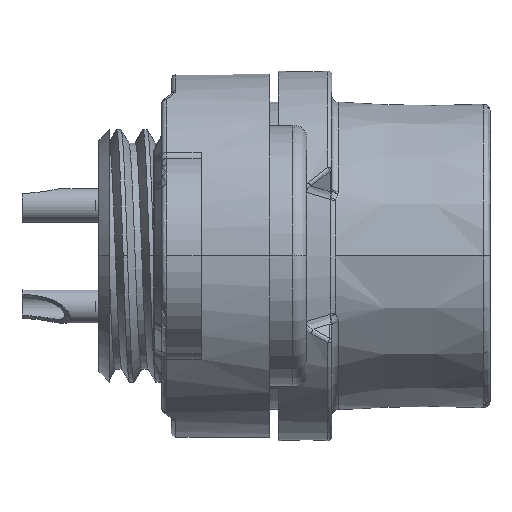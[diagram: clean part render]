
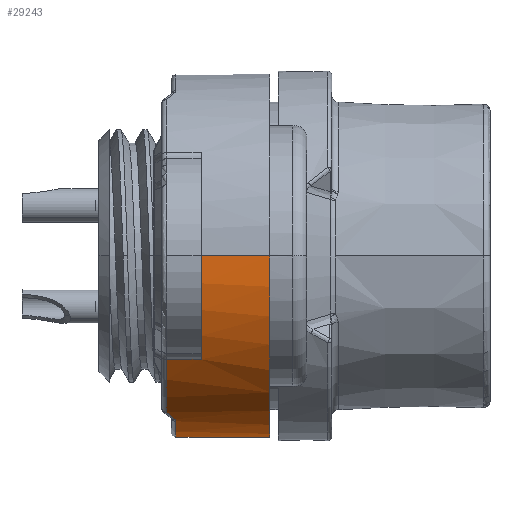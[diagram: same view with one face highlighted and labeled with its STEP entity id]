
A CAD part, front view. The second image highlights one B-rep face of the part: STEP entity #29243.
In plain terms, the highlighted cylindrical face has radius 8.625 mm (diameter 17.25 mm), a partial arc.
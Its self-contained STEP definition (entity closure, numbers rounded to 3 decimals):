
#265 = CARTESIAN_POINT ( 'NONE',  ( 7.744, 2.309, -43.831 ) ) ;
#341 = DIRECTION ( 'NONE',  ( 0., -1., 0. ) ) ;
#711 = VERTEX_POINT ( 'NONE', #28521 ) ;
#909 = DIRECTION ( 'NONE',  ( 0., -1., 0. ) ) ;
#2819 = ORIENTED_EDGE ( 'NONE', *, *, #9839, .T. ) ;
#3286 = EDGE_LOOP ( 'NONE', ( #2819, #20277, #21061, #24059, #5436, #29581, #21632, #23040, #12153, #24237, #18292, #29957, #24770, #4834 ) ) ;
#3617 = CARTESIAN_POINT ( 'NONE',  ( 7.532, 2.57, -35.824 ) ) ;
#4239 = CARTESIAN_POINT ( 'NONE',  ( 0., 2.699, -40.033 ) ) ;
#4834 = ORIENTED_EDGE ( 'NONE', *, *, #28723, .T. ) ;
#4915 = VERTEX_POINT ( 'NONE', #13467 ) ;
#5323 = VERTEX_POINT ( 'NONE', #33949 ) ;
#5436 = ORIENTED_EDGE ( 'NONE', *, *, #13209, .T. ) ;
#5665 = CARTESIAN_POINT ( 'NONE',  ( 0., 2.924, -40.033 ) ) ;
#6344 = DIRECTION ( 'NONE',  ( 0., 1., 0. ) ) ;
#6452 = CARTESIAN_POINT ( 'NONE',  ( 4.906, 2.924, -47.127 ) ) ;
#6816 = CARTESIAN_POINT ( 'NONE',  ( 7.843, 2.249, -36.444 ) ) ;
#6893 = DIRECTION ( 'NONE',  ( 0., 0., 1. ) ) ;
#6945 = CARTESIAN_POINT ( 'NONE',  ( 7.843, 2.249, -43.622 ) ) ;
#7372 = DIRECTION ( 'NONE',  ( 0., -1., 0. ) ) ;
#7437 = AXIS2_PLACEMENT_3D ( 'NONE', #4239, #22851, #6893 ) ;
#8198 = B_SPLINE_CURVE_WITH_KNOTS ( 'NONE', 3,
 ( #19050, #21733, #11130, #29768 ),
 .UNSPECIFIED., .F., .F.,
 ( 4, 4 ),
 ( 0., 0. ),
 .UNSPECIFIED. ) ;
#8284 = CARTESIAN_POINT ( 'NONE',  ( 0., 2.924, -48.658 ) ) ;
#8311 =( BOUNDED_CURVE ( )  B_SPLINE_CURVE ( 3, ( #11402, #32881, #3617, #22234 ),
 .UNSPECIFIED., .F., .T. ) 
 B_SPLINE_CURVE_WITH_KNOTS ( ( 4, 4 ),
 ( 1.59, 1.671 ),
 .UNSPECIFIED. ) 
 CURVE ( )  GEOMETRIC_REPRESENTATION_ITEM ( )  RATIONAL_B_SPLINE_CURVE ( ( 1., 0.999, 0.999, 1. ) ) 
 REPRESENTATION_ITEM ( '' )  );
#8803 = EDGE_CURVE ( 'NONE', #11579, #4915, #18003, .T. ) ;
#8821 = CARTESIAN_POINT ( 'NONE',  ( 0., 2.924, -31.408 ) ) ;
#9067 =( BOUNDED_CURVE ( )  B_SPLINE_CURVE ( 3, ( #13388, #26774, #16186, #265 ),
 .UNSPECIFIED., .F., .T. ) 
 B_SPLINE_CURVE_WITH_KNOTS ( ( 4, 4 ),
 ( 4.612, 4.693 ),
 .UNSPECIFIED. ) 
 CURVE ( )  GEOMETRIC_REPRESENTATION_ITEM ( )  RATIONAL_B_SPLINE_CURVE ( ( 1., 0.999, 0.999, 1. ) ) 
 REPRESENTATION_ITEM ( '' )  );
#9839 = EDGE_CURVE ( 'NONE', #14454, #11579, #18823, .T. ) ;
#9895 = CIRCLE ( 'NONE', #29974, 8.625 ) ;
#10939 = VERTEX_POINT ( 'NONE', #28861 ) ;
#11130 = CARTESIAN_POINT ( 'NONE',  ( 7.775, 2.27, -36.299 ) ) ;
#11402 = CARTESIAN_POINT ( 'NONE',  ( 7.744, 2.309, -36.236 ) ) ;
#11579 = VERTEX_POINT ( 'NONE', #15889 ) ;
#11700 = CARTESIAN_POINT ( 'NONE',  ( 7.843, 2.249, -43.622 ) ) ;
#11758 = VECTOR ( 'NONE', #909, 1000. ) ;
#12153 = ORIENTED_EDGE ( 'NONE', *, *, #22348, .T. ) ;
#12823 = CARTESIAN_POINT ( 'NONE',  ( 0., 1.049, -40.033 ) ) ;
#12828 = VERTEX_POINT ( 'NONE', #14384 ) ;
#12848 = CARTESIAN_POINT ( 'NONE',  ( 0., 2.249, -40.033 ) ) ;
#12861 = DIRECTION ( 'NONE',  ( 0., 1., 0. ) ) ;
#13187 = CIRCLE ( 'NONE', #19379, 8.625 ) ;
#13209 = EDGE_CURVE ( 'NONE', #12828, #27829, #22721, .T. ) ;
#13388 = CARTESIAN_POINT ( 'NONE',  ( 7.413, 2.699, -44.442 ) ) ;
#13467 = CARTESIAN_POINT ( 'NONE',  ( 0., -0.701, -31.408 ) ) ;
#13691 = DIRECTION ( 'NONE',  ( 0., 0., -1. ) ) ;
#13919 = FACE_OUTER_BOUND ( 'NONE', #3286, .T. ) ;
#14147 = CARTESIAN_POINT ( 'NONE',  ( 0., -0.701, -40.033 ) ) ;
#14384 = CARTESIAN_POINT ( 'NONE',  ( 3.537, -2.201, -32.167 ) ) ;
#14454 = VERTEX_POINT ( 'NONE', #20839 ) ;
#14615 = AXIS2_PLACEMENT_3D ( 'NONE', #5665, #341, #13691 ) ;
#14794 = CIRCLE ( 'NONE', #22720, 8.625 ) ;
#15080 = CARTESIAN_POINT ( 'NONE',  ( 0., 2.699, -40.033 ) ) ;
#15477 = DIRECTION ( 'NONE',  ( 0., 0., -1. ) ) ;
#15501 = DIRECTION ( 'NONE',  ( 0., 0., 1. ) ) ;
#15640 = VECTOR ( 'NONE', #7372, 1000. ) ;
#15889 = CARTESIAN_POINT ( 'NONE',  ( 0., 2.699, -31.408 ) ) ;
#16063 = EDGE_CURVE ( 'NONE', #33284, #23987, #30227, .T. ) ;
#16186 = CARTESIAN_POINT ( 'NONE',  ( 7.642, 2.44, -44.039 ) ) ;
#16816 = DIRECTION ( 'NONE',  ( 0., 0., 1. ) ) ;
#17677 = EDGE_CURVE ( 'NONE', #10939, #27829, #29605, .T. ) ;
#17785 = DIRECTION ( 'NONE',  ( 0., 0., 1. ) ) ;
#18003 = LINE ( 'NONE', #8821, #11758 ) ;
#18292 = ORIENTED_EDGE ( 'NONE', *, *, #28917, .T. ) ;
#18823 = CIRCLE ( 'NONE', #7437, 8.625 ) ;
#18975 = DIRECTION ( 'NONE',  ( 0., -1., 0. ) ) ;
#19050 = CARTESIAN_POINT ( 'NONE',  ( 7.843, 2.249, -36.444 ) ) ;
#19379 = AXIS2_PLACEMENT_3D ( 'NONE', #14147, #32830, #16816 ) ;
#20229 = CARTESIAN_POINT ( 'NONE',  ( 7.744, 2.309, -43.831 ) ) ;
#20277 = ORIENTED_EDGE ( 'NONE', *, *, #8803, .T. ) ;
#20702 = VERTEX_POINT ( 'NONE', #34007 ) ;
#20839 = CARTESIAN_POINT ( 'NONE',  ( 7.413, 2.699, -35.625 ) ) ;
#20884 = CARTESIAN_POINT ( 'NONE',  ( 7.744, 2.309, -43.831 ) ) ;
#20991 = CARTESIAN_POINT ( 'NONE',  ( 4.906, 2.699, -47.127 ) ) ;
#21061 = ORIENTED_EDGE ( 'NONE', *, *, #32490, .F. ) ;
#21632 = ORIENTED_EDGE ( 'NONE', *, *, #22191, .F. ) ;
#21733 = CARTESIAN_POINT ( 'NONE',  ( 7.809, 2.249, -36.371 ) ) ;
#22191 = EDGE_CURVE ( 'NONE', #33284, #10939, #34536, .T. ) ;
#22234 = CARTESIAN_POINT ( 'NONE',  ( 7.413, 2.699, -35.625 ) ) ;
#22348 = EDGE_CURVE ( 'NONE', #23987, #711, #9895, .T. ) ;
#22382 = AXIS2_PLACEMENT_3D ( 'NONE', #28819, #12861, #31530 ) ;
#22498 = VECTOR ( 'NONE', #18975, 1000. ) ;
#22720 = AXIS2_PLACEMENT_3D ( 'NONE', #12848, #31518, #15501 ) ;
#22721 = CIRCLE ( 'NONE', #22382, 8.625 ) ;
#22729 = LINE ( 'NONE', #23321, #15640 ) ;
#22851 = DIRECTION ( 'NONE',  ( 0., -1., 0. ) ) ;
#22898 = CARTESIAN_POINT ( 'NONE',  ( 7.809, 2.249, -43.696 ) ) ;
#23040 = ORIENTED_EDGE ( 'NONE', *, *, #16063, .T. ) ;
#23321 = CARTESIAN_POINT ( 'NONE',  ( 3.537, 2.924, -32.167 ) ) ;
#23584 = VERTEX_POINT ( 'NONE', #11700 ) ;
#23987 = VERTEX_POINT ( 'NONE', #20991 ) ;
#24059 = ORIENTED_EDGE ( 'NONE', *, *, #33366, .T. ) ;
#24237 = ORIENTED_EDGE ( 'NONE', *, *, #30434, .T. ) ;
#24588 = AXIS2_PLACEMENT_3D ( 'NONE', #12823, #31492, #15477 ) ;
#24770 = ORIENTED_EDGE ( 'NONE', *, *, #34350, .T. ) ;
#26212 = CARTESIAN_POINT ( 'NONE',  ( 0., -2.201, -48.658 ) ) ;
#26774 = CARTESIAN_POINT ( 'NONE',  ( 7.532, 2.57, -44.243 ) ) ;
#26945 = VERTEX_POINT ( 'NONE', #6816 ) ;
#27829 = VERTEX_POINT ( 'NONE', #26212 ) ;
#28521 = CARTESIAN_POINT ( 'NONE',  ( 7.413, 2.699, -44.442 ) ) ;
#28723 = EDGE_CURVE ( 'NONE', #20702, #14454, #8311, .T. ) ;
#28819 = CARTESIAN_POINT ( 'NONE',  ( 0., -2.201, -40.033 ) ) ;
#28861 = CARTESIAN_POINT ( 'NONE',  ( 0., 1.049, -48.658 ) ) ;
#28917 = EDGE_CURVE ( 'NONE', #29877, #23584, #30954, .T. ) ;
#29243 = ADVANCED_FACE ( 'NONE', ( #13919 ), #34359, .T. ) ;
#29378 = VECTOR ( 'NONE', #6344, 1000. ) ;
#29581 = ORIENTED_EDGE ( 'NONE', *, *, #17677, .F. ) ;
#29605 = LINE ( 'NONE', #8284, #22498 ) ;
#29768 = CARTESIAN_POINT ( 'NONE',  ( 7.744, 2.309, -36.236 ) ) ;
#29877 = VERTEX_POINT ( 'NONE', #20884 ) ;
#29957 = ORIENTED_EDGE ( 'NONE', *, *, #33426, .T. ) ;
#29974 = AXIS2_PLACEMENT_3D ( 'NONE', #15080, #33773, #17785 ) ;
#30227 = LINE ( 'NONE', #6452, #29378 ) ;
#30434 = EDGE_CURVE ( 'NONE', #711, #29877, #9067, .T. ) ;
#30954 = B_SPLINE_CURVE_WITH_KNOTS ( 'NONE', 3,
 ( #20229, #33516, #22898, #6945 ),
 .UNSPECIFIED., .F., .F.,
 ( 4, 4 ),
 ( 0., 0. ),
 .UNSPECIFIED. ) ;
#31492 = DIRECTION ( 'NONE',  ( 0., 1., 0. ) ) ;
#31518 = DIRECTION ( 'NONE',  ( 0., -1., 0. ) ) ;
#31530 = DIRECTION ( 'NONE',  ( 0., 0., 1. ) ) ;
#32490 = EDGE_CURVE ( 'NONE', #5323, #4915, #13187, .T. ) ;
#32830 = DIRECTION ( 'NONE',  ( 0., -1., 0. ) ) ;
#32881 = CARTESIAN_POINT ( 'NONE',  ( 7.642, 2.44, -36.028 ) ) ;
#33284 = VERTEX_POINT ( 'NONE', #33604 ) ;
#33366 = EDGE_CURVE ( 'NONE', #5323, #12828, #22729, .T. ) ;
#33426 = EDGE_CURVE ( 'NONE', #23584, #26945, #14794, .T. ) ;
#33516 = CARTESIAN_POINT ( 'NONE',  ( 7.775, 2.27, -43.768 ) ) ;
#33604 = CARTESIAN_POINT ( 'NONE',  ( 4.906, 1.049, -47.127 ) ) ;
#33773 = DIRECTION ( 'NONE',  ( 0., -1., 0. ) ) ;
#33949 = CARTESIAN_POINT ( 'NONE',  ( 3.537, -0.701, -32.167 ) ) ;
#34007 = CARTESIAN_POINT ( 'NONE',  ( 7.744, 2.309, -36.236 ) ) ;
#34350 = EDGE_CURVE ( 'NONE', #26945, #20702, #8198, .T. ) ;
#34359 = CYLINDRICAL_SURFACE ( 'NONE', #14615, 8.625 ) ;
#34536 = CIRCLE ( 'NONE', #24588, 8.625 ) ;
